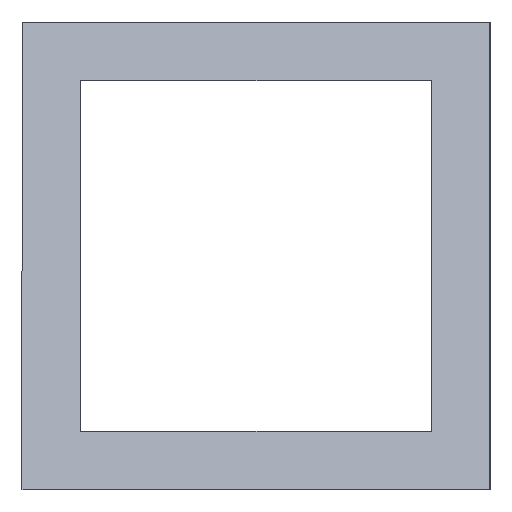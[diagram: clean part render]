
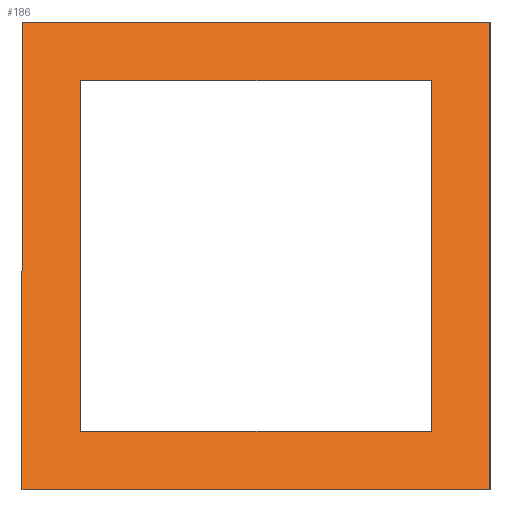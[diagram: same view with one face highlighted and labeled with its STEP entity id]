
A CAD part, left-side view. The second image highlights one B-rep face of the part: STEP entity #186.
In plain terms, the highlighted planar face has unit normal (-0.866, 0, 0.5).
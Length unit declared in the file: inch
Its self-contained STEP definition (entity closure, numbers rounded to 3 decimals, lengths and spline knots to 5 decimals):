
#15=FACE_BOUND('',#29,.T.);
#18=FACE_OUTER_BOUND('',#28,.T.);
#28=EDGE_LOOP('',(#131,#132,#133,#134));
#29=EDGE_LOOP('',(#135,#136,#137,#138));
#39=LINE('',#263,#63);
#43=LINE('',#271,#67);
#44=LINE('',#273,#68);
#45=LINE('',#274,#69);
#46=LINE('',#277,#70);
#47=LINE('',#279,#71);
#48=LINE('',#281,#72);
#49=LINE('',#282,#73);
#63=VECTOR('',#217,2.3094);
#67=VECTOR('',#223,2.);
#68=VECTOR('',#224,2.3094);
#69=VECTOR('',#225,2.);
#70=VECTOR('',#226,1.73205);
#71=VECTOR('',#227,1.5);
#72=VECTOR('',#228,1.73205);
#73=VECTOR('',#229,1.5);
#87=VERTEX_POINT('',#261);
#88=VERTEX_POINT('',#262);
#91=VERTEX_POINT('',#270);
#92=VERTEX_POINT('',#272);
#93=VERTEX_POINT('',#275);
#94=VERTEX_POINT('',#276);
#95=VERTEX_POINT('',#278);
#96=VERTEX_POINT('',#280);
#103=EDGE_CURVE('',#87,#88,#39,.T.);
#107=EDGE_CURVE('',#91,#88,#43,.T.);
#108=EDGE_CURVE('',#91,#92,#44,.T.);
#109=EDGE_CURVE('',#92,#87,#45,.T.);
#110=EDGE_CURVE('',#93,#94,#46,.T.);
#111=EDGE_CURVE('',#95,#94,#47,.T.);
#112=EDGE_CURVE('',#95,#96,#48,.T.);
#113=EDGE_CURVE('',#96,#93,#49,.T.);
#131=ORIENTED_EDGE('',*,*,#103,.T.);
#132=ORIENTED_EDGE('',*,*,#107,.F.);
#133=ORIENTED_EDGE('',*,*,#108,.T.);
#134=ORIENTED_EDGE('',*,*,#109,.T.);
#135=ORIENTED_EDGE('',*,*,#110,.T.);
#136=ORIENTED_EDGE('',*,*,#111,.F.);
#137=ORIENTED_EDGE('',*,*,#112,.T.);
#138=ORIENTED_EDGE('',*,*,#113,.T.);
#176=PLANE('',#204);
#186=ADVANCED_FACE('',(#18,#15),#176,.T.);
#204=AXIS2_PLACEMENT_3D('',#269,#221,#222);
#217=DIRECTION('',(0.5,0.,0.866));
#221=DIRECTION('center_axis',(-0.866,0.,0.5));
#222=DIRECTION('ref_axis',(0.5,0.,0.866));
#223=DIRECTION('',(0.,-1.,0.));
#224=DIRECTION('',(-0.5,0.,-0.866));
#225=DIRECTION('',(0.,-1.,0.));
#226=DIRECTION('',(-0.5,0.,-0.866));
#227=DIRECTION('',(0.,-1.,0.));
#228=DIRECTION('',(0.5,0.,0.866));
#229=DIRECTION('',(0.,-1.,0.));
#261=CARTESIAN_POINT('',(-25.60127,0.,26.));
#262=CARTESIAN_POINT('',(-24.44657,0.,28.));
#263=CARTESIAN_POINT('',(-25.60127,0.,26.));
#269=CARTESIAN_POINT('Origin',(-25.60127,0.,26.));
#270=CARTESIAN_POINT('',(-24.44657,2.,28.));
#271=CARTESIAN_POINT('',(-24.44657,2.,28.));
#272=CARTESIAN_POINT('',(-25.60127,2.,26.));
#273=CARTESIAN_POINT('',(-24.44657,2.,28.));
#274=CARTESIAN_POINT('',(-25.60127,2.,26.));
#275=CARTESIAN_POINT('',(-24.59091,0.25,27.75));
#276=CARTESIAN_POINT('',(-25.45693,0.25,26.25));
#277=CARTESIAN_POINT('',(-24.59091,0.25,27.75));
#278=CARTESIAN_POINT('',(-25.45693,1.75,26.25));
#279=CARTESIAN_POINT('',(-25.45693,1.75,26.25));
#280=CARTESIAN_POINT('',(-24.59091,1.75,27.75));
#281=CARTESIAN_POINT('',(-25.45693,1.75,26.25));
#282=CARTESIAN_POINT('',(-24.59091,1.75,27.75));
